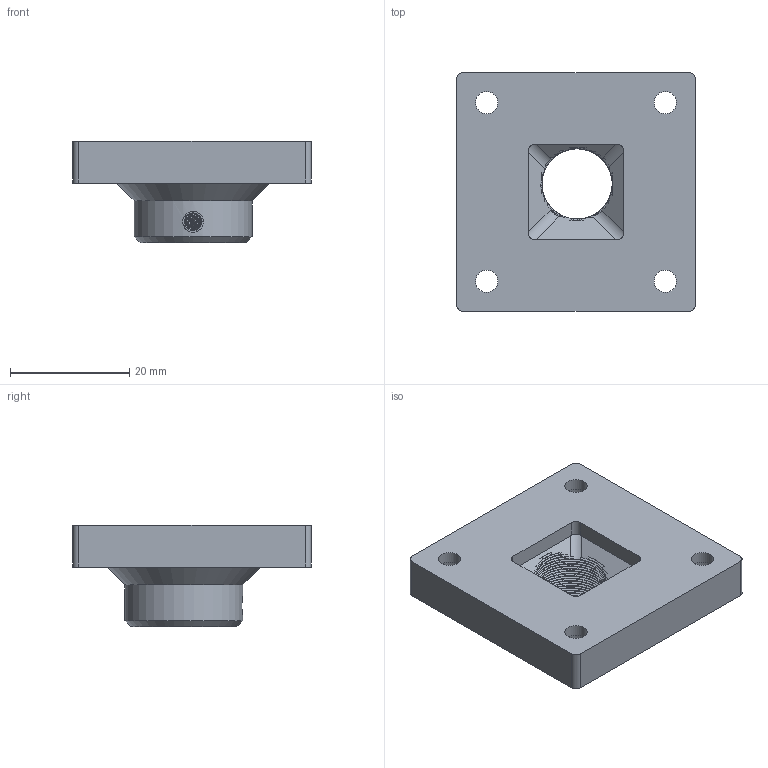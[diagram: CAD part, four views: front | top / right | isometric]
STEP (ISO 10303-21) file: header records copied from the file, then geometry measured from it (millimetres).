
FILE_DESCRIPTION( ( '' ), ' ' );
FILE_NAME( '5ac7f34c0723e30d93f4fa38.step', '2018-04-06T22:23:09', ( '' ), ( '' ), ' ', ' ', ' ' );
FILE_SCHEMA( ( 'AUTOMOTIVE_DESIGN { 1 0 10303 214 1 1 1 1 }' ) );
Length unit declared in the file: metre
Products named in the file (1): lens_holder
Bounding box: 40 x 40 x 17 mm (x, y, z)
Volume: 11513.6 mm3; surface area: 5934.9 mm2
Topology: 1 solids, 1 shells, 95 faces, 262 edges, 174 vertices
Faces by surface type: cylinder 38, bspline 33, plane 22, cone 2
Full cylindrical faces by diameter (mm): 3 x1, 3.5 x1, 3.75 x4, 5.4 x4, 19.8 x1
Entity records: 28689 total; most frequent: CARTESIAN_POINT 25928, ORIENTED_EDGE 496, DIRECTION 291, EDGE_CURVE 248, VERTEX_POINT 173, AXIS2_PLACEMENT_3D 125, EDGE_LOOP 125, FACE_OUTER_BOUND 106
